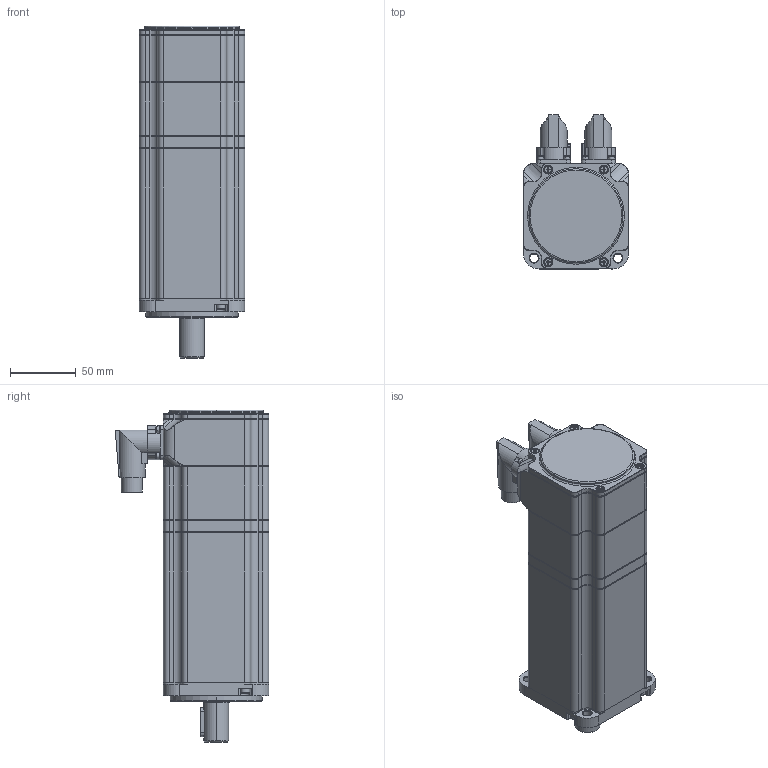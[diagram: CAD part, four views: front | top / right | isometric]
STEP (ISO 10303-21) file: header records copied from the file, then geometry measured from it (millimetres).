
FILE_DESCRIPTION (( 'STEP AP203' ), '1' );
FILE_NAME ('SMH80-1003026RBC-2.STEP', '2020-05-09T03:02:52', ( 'K' ), ( 'K' ), 'SwSTEP 2.0', 'SolidWorks 2018', '' );
FILE_SCHEMA (( 'CONFIG_CONTROL_DESIGN' ));
Length unit declared in the file: millimetre
Products named in the file (1): SMH80-1003026RBC-2
Bounding box: 80 x 116.6 x 252.1 mm (x, y, z)
Volume: 464028.6 mm3; surface area: 246496.4 mm2
Topology: 58 solids, 58 shells, 2479 faces, 6274 edges, 3978 vertices
Faces by surface type: cylinder 1048, plane 1015, cone 235, torus 93, bspline 66, sphere 22
Entity records: 77372 total; most frequent: CARTESIAN_POINT 16486, DIRECTION 13415, ORIENTED_EDGE 12224, EDGE_CURVE 6112, AXIS2_PLACEMENT_3D 5145, VERTEX_POINT 3934, VECTOR 3125, LINE 3125
